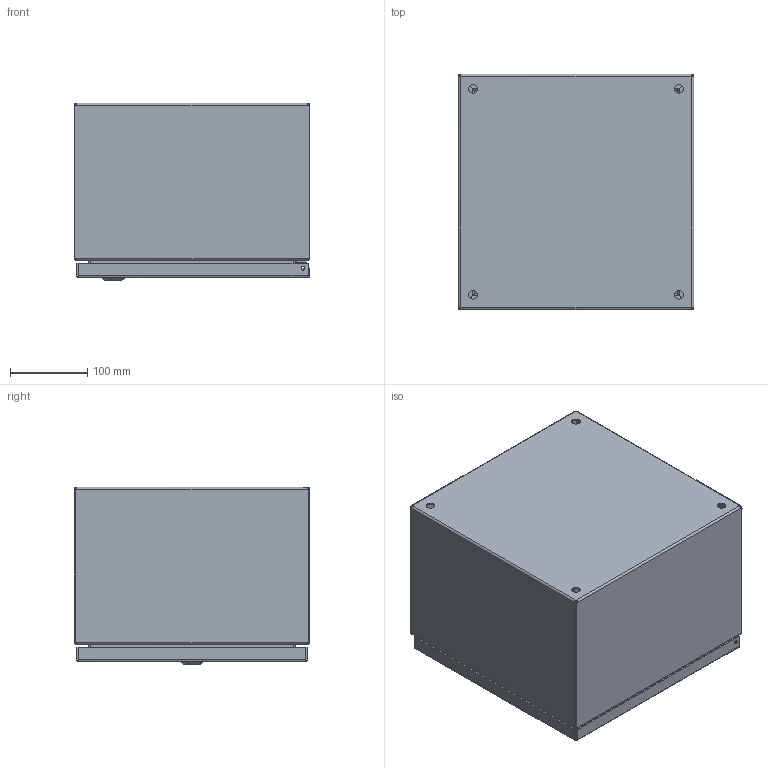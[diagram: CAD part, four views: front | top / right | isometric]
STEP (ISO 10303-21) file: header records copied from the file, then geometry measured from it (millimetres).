
FILE_DESCRIPTION(/* description */ ('12X12 LID'),/* implementation_level */ '2;1');
FILE_NAME(/* name */ 'N412121208C.stp',/* time_stamp */ '2015-11-04T15:30:53+05:00',/* author */ ('schinnathambi'),/* organization */ (''),/* preprocessor_version */ 'ST-DEVELOPER v16.1',/* originating_system */ 'Autodesk Inventor 2016',/* authorisation */ '');
FILE_SCHEMA (('AUTOMOTIVE_DESIGN { 1 0 10303 214 3 1 1 }'));
Length unit declared in the file: inch
Products named in the file (22): N4121212CLID; 1000-14_prt; 1000-24_prt; 1000-318; 1000-03; 1000-277-01; 1000-u142_asm; N412121208CBKP; HFW3161; 388150; 17376 PIN; 17380 SCREW; 17723 BOX LEAF; 17723-UTI BRACKET; 17910 SEALING WASHER; HFW328176; HFW328175; 38846; N412C1212FIP; 1000-u155_asm; 35124; N412121208C
Assembly tree (30 placements, depth 4):
  N412121208C
    N4121212CLID
    35124
      1000-u155_asm
      1000-14_prt
      1000-24_prt
      1000-u142_asm
        1000-318
        1000-03
        1000-277-01
    N412121208CBKP
    HFW3161  x2
    388150  x4
    HFW328176  x2
      17376 PIN
      17380 SCREW
      17723 BOX LEAF
      17723-UTI BRACKET
      17910 SEALING WASHER
    HFW328175  x2
    38846  x2
    N412C1212FIP
Bounding box: 304.8 x 304.8 x 229.71 mm (x, y, z)
Volume: 1056530.3 mm3; surface area: 1063832.4 mm2
Topology: 33 solids, 37 shells, 1499 faces, 3607 edges, 2187 vertices
Faces by surface type: cylinder 558, plane 558, cone 187, bspline 152, torus 40, sphere 4
Full cylindrical faces by diameter (mm): 2.362 x4, 3.175 x2, 3.317 x68, 3.861 x4, 3.962 x2, 4.166 x68, 4.25 x4, 4.366 x4, 4.572 x4, 4.775 x6, 5 x1, 6 x1, 6.35 x10, 6.502 x4, 6.985 x4, 7.62 x4, 8.128 x4, 8.56 x2, 9.144 x4, 9.9 x1, 10 x2, 10.2 x1, 11.05 x1, 11.112 x4, 12.8 x1, 13.5 x1, 14.3 x4, 15.2 x1, 15.8 x1, 16.1 x2
Entity records: 35304 total; most frequent: CARTESIAN_POINT 13014, DIRECTION 4376, ORIENTED_EDGE 4194, EDGE_CURVE 2098, AXIS2_PLACEMENT_3D 1611, VERTEX_POINT 1345, EDGE_LOOP 1185, LINE 1154
